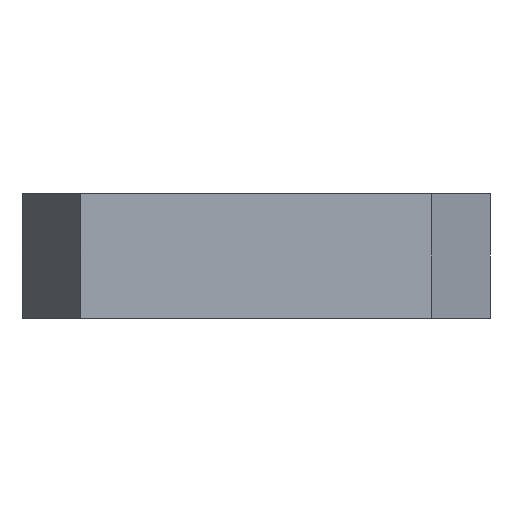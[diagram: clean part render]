
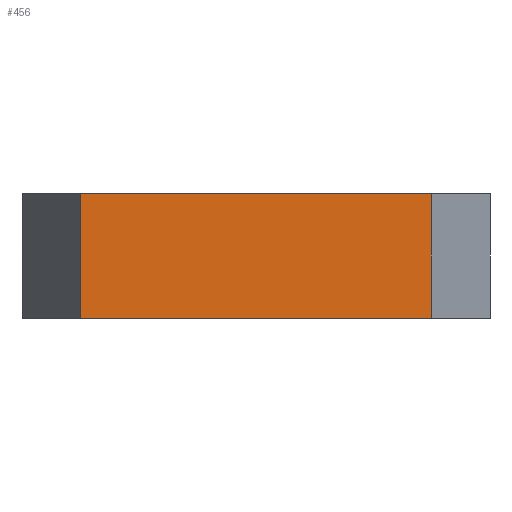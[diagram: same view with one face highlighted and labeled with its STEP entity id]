
A CAD part, left-side view. The second image highlights one B-rep face of the part: STEP entity #456.
In plain terms, the highlighted planar face has unit normal (-1, 0, 0).
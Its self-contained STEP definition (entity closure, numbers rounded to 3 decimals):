
#50 = CARTESIAN_POINT ( 'NONE',  ( -12.5, 11.247, 8. ) ) ;
#57 = DIRECTION ( 'NONE',  ( 1., 0., 0. ) ) ;
#110 = VERTEX_POINT ( 'NONE', #930 ) ;
#239 = CARTESIAN_POINT ( 'NONE',  ( -12.5, -11.247, 0. ) ) ;
#290 = ORIENTED_EDGE ( 'NONE', *, *, #606, .T. ) ;
#304 = CARTESIAN_POINT ( 'NONE',  ( -12.5, -11.247, 8. ) ) ;
#335 = CARTESIAN_POINT ( 'NONE',  ( -12.5, -11.247, 8. ) ) ;
#387 = AXIS2_PLACEMENT_3D ( 'NONE', #304, #57, #953 ) ;
#399 = LINE ( 'NONE', #465, #1531 ) ;
#411 = ORIENTED_EDGE ( 'NONE', *, *, #1028, .F. ) ;
#414 = VERTEX_POINT ( 'NONE', #933 ) ;
#456 = ADVANCED_FACE ( 'NONE', ( #1154 ), #844, .F. ) ;
#465 = CARTESIAN_POINT ( 'NONE',  ( -12.5, -11.247, 8. ) ) ;
#488 = LINE ( 'NONE', #667, #564 ) ;
#564 = VECTOR ( 'NONE', #1041, 1000. ) ;
#569 = DIRECTION ( 'NONE',  ( 0., 0., -1. ) ) ;
#606 = EDGE_CURVE ( 'NONE', #110, #1209, #1630, .T. ) ;
#650 = EDGE_CURVE ( 'NONE', #414, #110, #1110, .T. ) ;
#667 = CARTESIAN_POINT ( 'NONE',  ( -12.5, -11.247, 8. ) ) ;
#698 = ORIENTED_EDGE ( 'NONE', *, *, #650, .T. ) ;
#742 = EDGE_LOOP ( 'NONE', ( #290, #411, #1354, #698 ) ) ;
#744 = DIRECTION ( 'NONE',  ( 0., 0., -1. ) ) ;
#786 = DIRECTION ( 'NONE',  ( 0., -1., 0. ) ) ;
#804 = VECTOR ( 'NONE', #786, 1000. ) ;
#844 = PLANE ( 'NONE',  #387 ) ;
#930 = CARTESIAN_POINT ( 'NONE',  ( -12.5, 11.247, 0. ) ) ;
#933 = CARTESIAN_POINT ( 'NONE',  ( -12.5, 11.247, 8. ) ) ;
#953 = DIRECTION ( 'NONE',  ( 0., 0., -1. ) ) ;
#1028 = EDGE_CURVE ( 'NONE', #1597, #1209, #399, .T. ) ;
#1041 = DIRECTION ( 'NONE',  ( 0., -1., 0. ) ) ;
#1110 = LINE ( 'NONE', #50, #1361 ) ;
#1154 = FACE_OUTER_BOUND ( 'NONE', #742, .T. ) ;
#1209 = VERTEX_POINT ( 'NONE', #239 ) ;
#1285 = CARTESIAN_POINT ( 'NONE',  ( -12.5, -11.247, 0. ) ) ;
#1342 = EDGE_CURVE ( 'NONE', #414, #1597, #488, .T. ) ;
#1354 = ORIENTED_EDGE ( 'NONE', *, *, #1342, .F. ) ;
#1361 = VECTOR ( 'NONE', #569, 1000. ) ;
#1531 = VECTOR ( 'NONE', #744, 1000. ) ;
#1597 = VERTEX_POINT ( 'NONE', #335 ) ;
#1630 = LINE ( 'NONE', #1285, #804 ) ;
